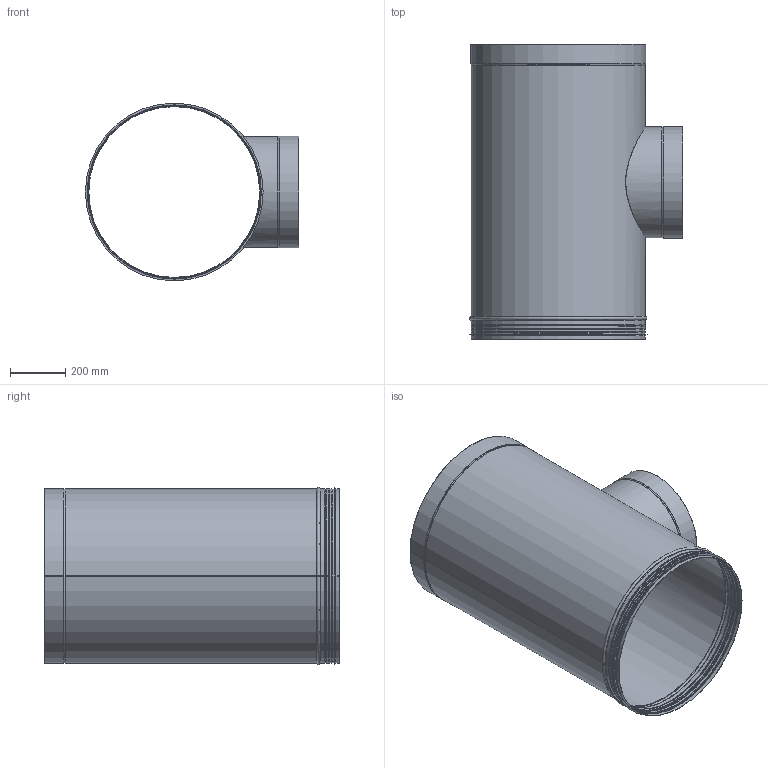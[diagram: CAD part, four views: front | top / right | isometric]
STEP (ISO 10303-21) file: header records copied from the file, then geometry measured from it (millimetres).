
FILE_DESCRIPTION(/* description */ ('Rörämne gren'),/* implementation_level */ '2;1');
FILE_NAME(/* name */ 'HTKMH-19.stp',/* time_stamp */ '2016-02-11T07:48:01+01:00',/* author */ ('John'),/* organization */ (''),/* preprocessor_version */ 'ST-DEVELOPER v15.6',/* originating_system */ 'Autodesk Inventor 2015',/* authorisation */ '');
FILE_SCHEMA (('AUTOMOTIVE_DESIGN { 1 0 10303 214 3 1 1 }'));
Length unit declared in the file: millimetre
Products named in the file (5): HTKMH-AA-19; HTKMH-AB-19; HIK-AA-9; HIK-AB-9; HTKMH-19
Assembly tree (4 placements, depth 2):
  HTKMH-19
    HTKMH-AA-19
    HTKMH-AB-19
    HIK-AA-9
    HIK-AB-9
Bounding box: 773.3 x 1070 x 644.6 mm (x, y, z)
Volume: 2325173.2 mm3; surface area: 4599226.2 mm2
Topology: 4 solids, 4 shells, 145 faces, 291 edges, 154 vertices
Faces by surface type: plane 67, torus 36, cylinder 24, cone 14, bspline 4
Full cylindrical faces by diameter (mm): 627 x2, 630.6 x2, 631.6 x1, 644.6 x1
Entity records: 4888 total; most frequent: CARTESIAN_POINT 1632, DIRECTION 707, ORIENTED_EDGE 554, AXIS2_PLACEMENT_3D 290, EDGE_CURVE 277, EDGE_LOOP 165, VERTEX_POINT 154, STYLED_ITEM 149
